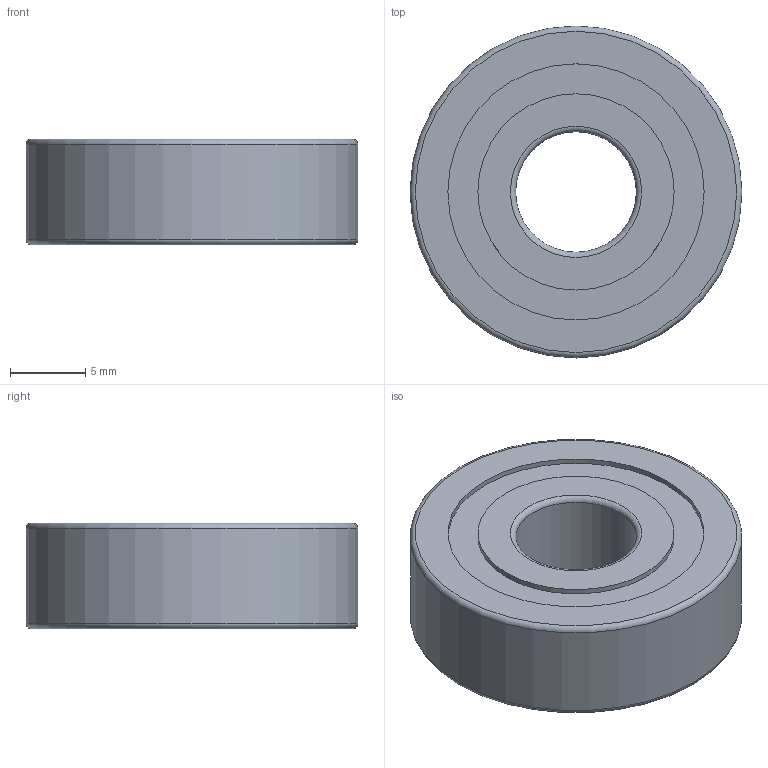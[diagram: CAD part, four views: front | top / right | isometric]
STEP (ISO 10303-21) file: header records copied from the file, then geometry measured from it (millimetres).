
FILE_DESCRIPTION(/* description */ ('STEP AP242 Edition 2','CAx-IF Rec.Pracs.---Representation and Presentation of Product Manufacturing Information (PMI)---4.0---2014-10-13','CAx-IF Rec.Pracs.---3D Tessellated Geometry---0.4---2014-09-14','2;1','CAx-IF Rec.Pracs.---User Defined Attributes---1.5---2016-08-15'),/* implementation_level */ '2;1');
FILE_NAME(/* name */ '69541b3ddf2e0946e8a5450a',/* time_stamp */ '2025-12-30T18:34:37Z',/* author */ (''),/* organization */ (''),/* preprocessor_version */ 'ST-DEVELOPER v20',/* originating_system */ 'ONSHAPE BY PTC INC, 1.208',/* authorisation */ ' ');
FILE_SCHEMA (('AP242_MANAGED_MODEL_BASED_3D_ENGINEERING_MIM_LF { 1 0 10303 442 3 1 4 }'));
Length unit declared in the file: metre
Products named in the file (13): Bearing; 608zz
Assembly tree (12 placements, depth 2):
  Bearing
    608zz
    608zz
    608zz
    608zz
    608zz
    608zz
    608zz
    608zz
    608zz
    608zz
    608zz
    608zz
Bounding box: 22 x 22 x 7 mm (x, y, z)
Volume: 1835.6 mm3; surface area: 3159.9 mm2
Topology: 12 solids, 12 shells, 70 faces, 163 edges, 106 vertices
Faces by surface type: plane 34, cylinder 23, sphere 7, torus 6
Full cylindrical faces by diameter (mm): 8 x1, 13.015 x4, 14.008 x1, 15.992 x1, 16.985 x4, 17.684 x4, 22 x1
Entity records: 2133 total; most frequent: CARTESIAN_POINT 382, DIRECTION 318, ORIENTED_EDGE 236, AXIS2_PLACEMENT_3D 131, EDGE_CURVE 118, FACE_BOUND 105, EDGE_LOOP 98, VERTEX_POINT 97
